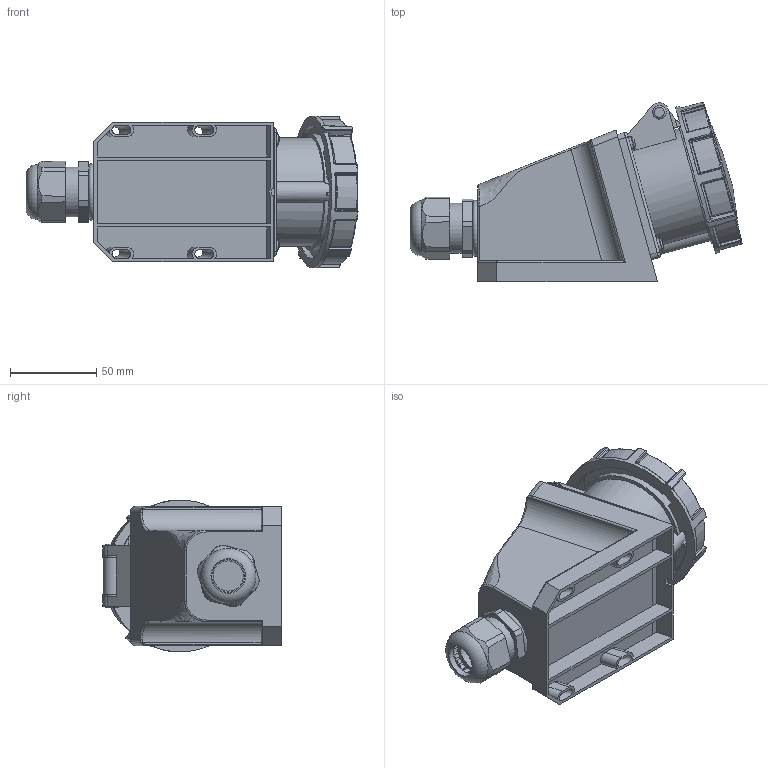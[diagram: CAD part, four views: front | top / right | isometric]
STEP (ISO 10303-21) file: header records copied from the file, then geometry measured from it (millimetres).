
FILE_DESCRIPTION (( 'STEP AP203' ), '1' );
FILE_NAME ('ps-1152-16-380.ÃÌ Ðîçåòêà ñòàöèîíàðíàÿ íàðóæíàÿ 1152 3Ð+ÐÅ+N 16À 380Â IP67.STEP', '2025-10-24T12:46:05', ( '' ), ( '' ), 'SwSTEP 2.0', 'SolidWorks 2021', '' );
FILE_SCHEMA (( 'CONFIG_CONTROL_DESIGN' ));
Length unit declared in the file: millimetre
Products named in the file (7): Êîïèÿ Êîïèÿ Âèíò Ì4 DIN 7985^ps-1152-16-380.ÃÌ Ðîçåòêà ñòàöèîíàðíàÿ íàðóæíàÿ 1152 3Ð+ÐÅ+N 16À 380Â IP67_‚¨­â Œ4å16 DIN 7985; Êîïèÿ PS-1152-16-380.002 Êîðïóñ^ps-1152-16-380.ÃÌ Ðîçåòêà ñòàöèîíàðíàÿ íàðóæíàÿ 1152 3Ð+ÐÅ+N 16À 380Â IP67; Êîïèÿ PS-1152-16-380.004 Øïëèíò^ps-1152-16-380.ÃÌ Ðîçåòêà ñòàöèîíàðíàÿ íàðóæíàÿ 1152 3Ð+ÐÅ+N 16À 380Â IP67; Êîïèÿ Êîïèÿ PS-1152-16-380.003 Êðûøêà^ps-1152-16-380.ÃÌ Ðîçåòêà ñòàöèîíàðíàÿ íàðóæíàÿ 1152 3Ð+ÐÅ+N 16À 380Â IP67; ps-1152-16-380.ÃÌ Ðîçåòêà ñòàöèîíàðíàÿ íàðóæíàÿ 1152 3Ð+ÐÅ+N 16À 380Â IP67; Êîïèÿ Ñàëüíèê Ì25-1 IP68^ps-1152-16-380.ÃÌ Ðîçåòêà ñòàöèîíàðíàÿ íàðóæíàÿ 1152 3Ð+ÐÅ+N 16À 380Â IP67_00; Êîïèÿ Êîïèÿ PS-1152-16-380.001 Îñíîâàíèå^ps-1152-16-380.ÃÌ Ðîçåòêà ñòàöèîíàðíàÿ íàðóæíàÿ 1152 3Ð+ÐÅ+N 16À 380Â IP67_00
Assembly tree (9 placements, depth 2):
  ps-1152-16-380.ÃÌ Ðîçåòêà ñòàöèîíàðíàÿ íàðóæíàÿ 1152 3Ð+ÐÅ+N 16À 380Â IP67
    Êîïèÿ Êîïèÿ PS-1152-16-380.001 Îñíîâàíèå^ps-1152-16-380.ÃÌ Ðîçåòêà ñòàöèîíàðíàÿ íàðóæíàÿ 1152 3Ð+ÐÅ+N 16À 380Â IP67_00
    Êîïèÿ PS-1152-16-380.002 Êîðïóñ^ps-1152-16-380.ÃÌ Ðîçåòêà ñòàöèîíàðíàÿ íàðóæíàÿ 1152 3Ð+ÐÅ+N 16À 380Â IP67
    Êîïèÿ Êîïèÿ PS-1152-16-380.003 Êðûøêà^ps-1152-16-380.ÃÌ Ðîçåòêà ñòàöèîíàðíàÿ íàðóæíàÿ 1152 3Ð+ÐÅ+N 16À 380Â IP67
    Êîïèÿ PS-1152-16-380.004 Øïëèíò^ps-1152-16-380.ÃÌ Ðîçåòêà ñòàöèîíàðíàÿ íàðóæíàÿ 1152 3Ð+ÐÅ+N 16À 380Â IP67
    Êîïèÿ Êîïèÿ Âèíò Ì4 DIN 7985^ps-1152-16-380.ÃÌ Ðîçåòêà ñòàöèîíàðíàÿ íàðóæíàÿ 1152 3Ð+ÐÅ+N 16À 380Â IP67_‚¨­â Œ4å16 DIN 7985  x4
    Êîïèÿ Ñàëüíèê Ì25-1 IP68^ps-1152-16-380.ÃÌ Ðîçåòêà ñòàöèîíàðíàÿ íàðóæíàÿ 1152 3Ð+ÐÅ+N 16À 380Â IP67_00
Bounding box: 192.2 x 103.94 x 87.98 mm (x, y, z)
Volume: 567453.9 mm3; surface area: 141906.2 mm2
Topology: 12 solids, 12 shells, 1221 faces, 2961 edges, 1788 vertices
Faces by surface type: plane 565, cone 183, bspline 181, cylinder 168, torus 101, sphere 23
Full cylindrical faces by diameter (mm): 4 x8, 4.8 x4, 5 x2, 5.2 x1, 6.5 x4, 7 x4, 7.25 x3, 8 x4, 8.3 x1, 11.6 x4, 17.5 x1, 19 x1, 21 x1, 22.5 x1, 27.5 x1, 28.8 x1, 45.3 x1, 47.3 x1, 51.9 x1, 55.5 x1, 77 x1
Entity records: 44757 total; most frequent: CARTESIAN_POINT 19724, ORIENTED_EDGE 5258, DIRECTION 4606, EDGE_CURVE 2629, AXIS2_PLACEMENT_3D 1730, VERTEX_POINT 1630, EDGE_LOOP 1269, FACE_OUTER_BOUND 1180
